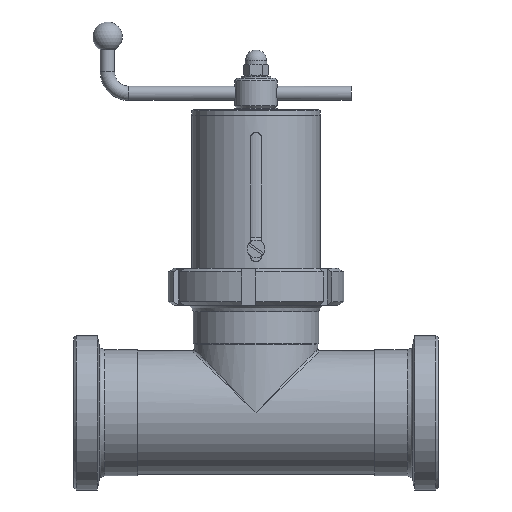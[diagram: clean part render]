
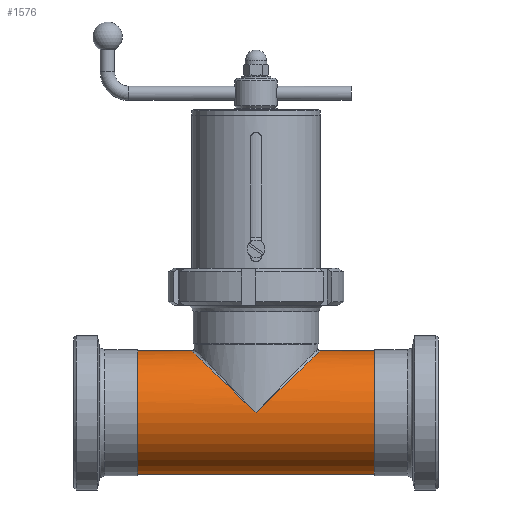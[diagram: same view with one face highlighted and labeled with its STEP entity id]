
A CAD part, front view. The second image highlights one B-rep face of the part: STEP entity #1576.
In plain terms, the highlighted cylindrical face has radius 52 mm (diameter 104 mm), a full revolution.
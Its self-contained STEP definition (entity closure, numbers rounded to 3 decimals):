
#1232=CARTESIAN_POINT('',(0.0,52.,0.0));
#1233=VERTEX_POINT('',#1232);
#1234=CARTESIAN_POINT('',(0.0,-52.,0.0));
#1235=VERTEX_POINT('',#1234);
#1236=CARTESIAN_POINT('',(0.0,0.0,0.0));
#1237=DIRECTION('',(0.694,0.0,0.72));
#1238=DIRECTION('',(-0.72,0.0,0.694));
#1239=AXIS2_PLACEMENT_3D('',#1236,#1237,#1238);
#1240=ELLIPSE('',#1239,74.967,52.);
#1241=EDGE_CURVE('',#1233,#1235,#1240,.T.);
#1474=CARTESIAN_POINT('',(0.0,0.0,0.0));
#1475=DIRECTION('',(-0.694,0.0,0.72));
#1476=DIRECTION('',(0.72,0.0,0.694));
#1477=AXIS2_PLACEMENT_3D('',#1474,#1475,#1476);
#1478=ELLIPSE('',#1477,74.967,52.);
#1479=EDGE_CURVE('',#1235,#1233,#1478,.T.);
#1545=CARTESIAN_POINT('',(0.0,0.0,0.0));
#1546=DIRECTION('',(-1.0,0.0,0.0));
#1547=DIRECTION('',(0.0,-1.0,0.0));
#1548=AXIS2_PLACEMENT_3D('',#1545,#1546,#1547);
#1549=CYLINDRICAL_SURFACE('',#1548,52.);
#1550=CARTESIAN_POINT('',(-100.0,-52.,0.0));
#1551=VERTEX_POINT('',#1550);
#1552=CARTESIAN_POINT('',(-100.0,0.0,0.0));
#1553=DIRECTION('',(-1.0,0.0,0.0));
#1554=DIRECTION('',(0.0,-1.0,0.0));
#1555=AXIS2_PLACEMENT_3D('',#1552,#1553,#1554);
#1556=CIRCLE('',#1555,52.);
#1557=EDGE_CURVE('',#1551,#1551,#1556,.T.);
#1558=ORIENTED_EDGE('',*,*,#1557,.F.);
#1559=EDGE_LOOP('',(#1558));
#1560=FACE_OUTER_BOUND('',#1559,.T.);
#1561=ORIENTED_EDGE('',*,*,#1241,.F.);
#1562=ORIENTED_EDGE('',*,*,#1479,.F.);
#1563=EDGE_LOOP('',(#1561,#1562));
#1564=FACE_BOUND('',#1563,.T.);
#1565=CARTESIAN_POINT('',(100.0,-52.,0.0));
#1566=VERTEX_POINT('',#1565);
#1567=CARTESIAN_POINT('',(100.0,0.0,0.0));
#1568=DIRECTION('',(-1.0,0.0,0.0));
#1569=DIRECTION('',(0.0,-1.0,0.0));
#1570=AXIS2_PLACEMENT_3D('',#1567,#1568,#1569);
#1571=CIRCLE('',#1570,52.);
#1572=EDGE_CURVE('',#1566,#1566,#1571,.T.);
#1573=ORIENTED_EDGE('',*,*,#1572,.T.);
#1574=EDGE_LOOP('',(#1573));
#1575=FACE_BOUND('',#1574,.T.);
#1576=ADVANCED_FACE('',(#1560,#1564,#1575),#1549,.T.);
